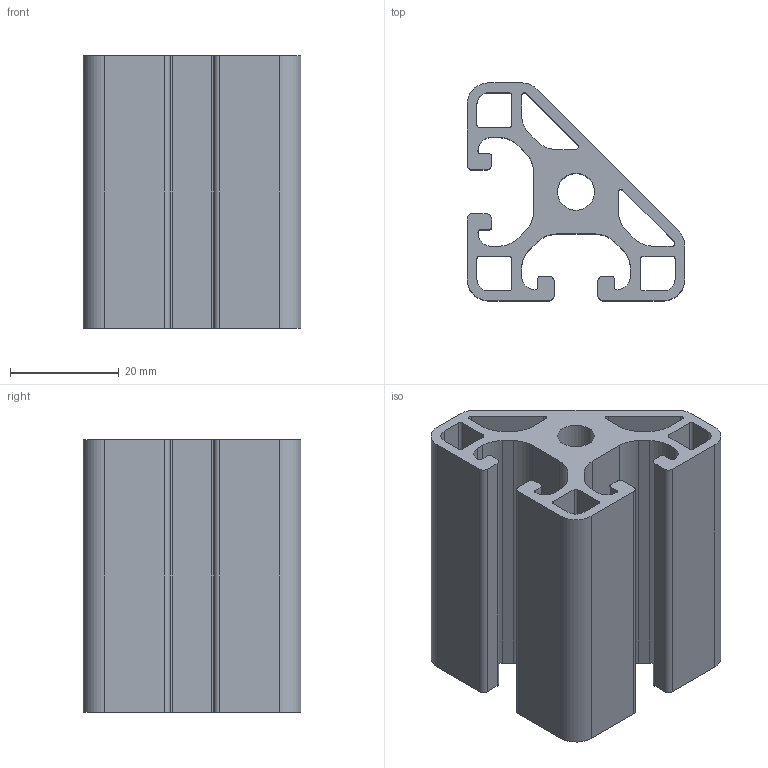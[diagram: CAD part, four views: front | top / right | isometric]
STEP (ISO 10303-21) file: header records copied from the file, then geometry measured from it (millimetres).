
FILE_DESCRIPTION (( 'STEP AP214' ), '1' );
FILE_NAME ('BASE08E0233-Profilé 8 40x40-45° léger.step', '2023-03-24T09:44:21', ( 'Altae' ), ( '' ), 'SwSTEP 2.0', 'SolidWorks 2021', '' );
FILE_SCHEMA (( 'AUTOMOTIVE_DESIGN' ));
Length unit declared in the file: millimetre
Products named in the file (1): BASE08E0233-Profilé 8 40x40-45° léger
Bounding box: 40 x 40 x 50 mm (x, y, z)
Volume: 28256.3 mm3; surface area: 20734.4 mm2
Topology: 1 solids, 1 shells, 110 faces, 324 edges, 216 vertices
Faces by surface type: cylinder 55, plane 55
Entity records: 3756 total; most frequent: DIRECTION 656, CARTESIAN_POINT 651, ORIENTED_EDGE 648, EDGE_CURVE 324, AXIS2_PLACEMENT_3D 221, VERTEX_POINT 216, LINE 214, VECTOR 214
